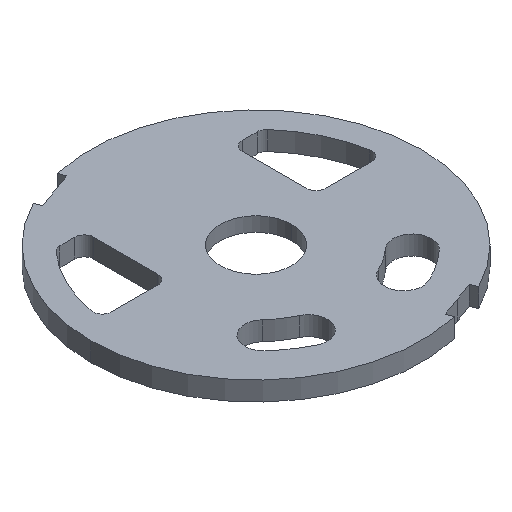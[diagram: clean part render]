
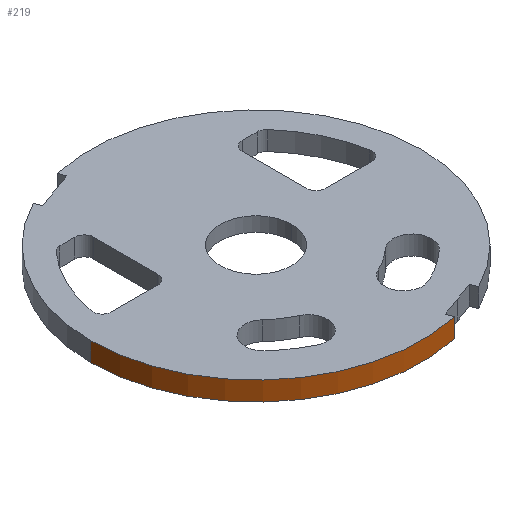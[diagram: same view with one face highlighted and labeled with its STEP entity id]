
A CAD part, isometric view. The second image highlights one B-rep face of the part: STEP entity #219.
In plain terms, the highlighted cylindrical face has radius 69.5 mm (diameter 139 mm), a partial arc.
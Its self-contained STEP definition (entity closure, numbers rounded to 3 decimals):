
#180=CARTESIAN_POINT('Axis2P3D Location',(0.,0.,0.)) ;
#185=CARTESIAN_POINT('Axis2P3D Location',(0.,0.,4.)) ;
#189=CARTESIAN_POINT('Vertex',(-69.5,0.,4.)) ;
#191=CARTESIAN_POINT('Vertex',(15.605,-67.726,4.)) ;
#194=CARTESIAN_POINT('Line Origine',(-69.5,0.,-1.)) ;
#198=CARTESIAN_POINT('Vertex',(-69.5,0.,-4.)) ;
#201=CARTESIAN_POINT('Axis2P3D Location',(0.,0.,-4.)) ;
#205=CARTESIAN_POINT('Vertex',(15.605,-67.726,-4.)) ;
#208=CARTESIAN_POINT('Line Origine',(15.605,-67.726,-1.)) ;
#181=DIRECTION('Axis2P3D Direction',(0.,0.,1.)) ;
#182=DIRECTION('Axis2P3D XDirection',(1.,0.,0.)) ;
#186=DIRECTION('Axis2P3D Direction',(0.,0.,1.)) ;
#195=DIRECTION('Vector Direction',(0.,0.,1.)) ;
#202=DIRECTION('Axis2P3D Direction',(0.,0.,1.)) ;
#209=DIRECTION('Vector Direction',(0.,0.,1.)) ;
#183=AXIS2_PLACEMENT_3D('Cylinder Axis2P3D',#180,#181,#182) ;
#187=AXIS2_PLACEMENT_3D('Circle Axis2P3D',#185,#186,$) ;
#203=AXIS2_PLACEMENT_3D('Circle Axis2P3D',#201,#202,$) ;
#214=ORIENTED_EDGE('',*,*,#193,.F.) ;
#215=ORIENTED_EDGE('',*,*,#200,.F.) ;
#216=ORIENTED_EDGE('',*,*,#207,.T.) ;
#217=ORIENTED_EDGE('',*,*,#212,.F.) ;
#196=VECTOR('Line Direction',#195,1.) ;
#210=VECTOR('Line Direction',#209,1.) ;
#219=ADVANCED_FACE('',(#218),#184,.T.) ;
#188=CIRCLE('generated circle',#187,69.5) ;
#204=CIRCLE('generated circle',#203,69.5) ;
#184=CYLINDRICAL_SURFACE('generated cylinder',#183,69.5) ;
#193=EDGE_CURVE('',#190,#192,#188,.T.) ;
#200=EDGE_CURVE('',#199,#190,#197,.T.) ;
#207=EDGE_CURVE('',#199,#206,#204,.T.) ;
#212=EDGE_CURVE('',#192,#206,#211,.F.) ;
#213=EDGE_LOOP('',(#214,#215,#216,#217)) ;
#218=FACE_OUTER_BOUND('',#213,.T.) ;
#197=LINE('Line',#194,#196) ;
#211=LINE('Line',#208,#210) ;
#190=VERTEX_POINT('',#189) ;
#192=VERTEX_POINT('',#191) ;
#199=VERTEX_POINT('',#198) ;
#206=VERTEX_POINT('',#205) ;
